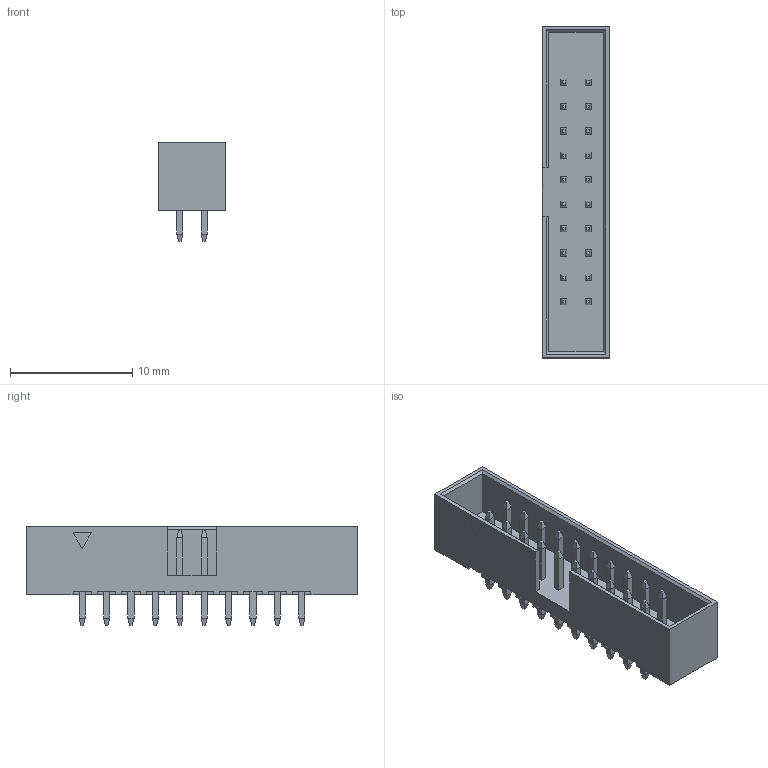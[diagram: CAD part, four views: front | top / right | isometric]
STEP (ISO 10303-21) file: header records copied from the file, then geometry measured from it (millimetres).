
FILE_DESCRIPTION(/* description */ ('Unknown'),/* implementation_level */ '2;1');
FILE_NAME(/* name */ 'J_Wurth_WR-BHD_62502021621',/* time_stamp */ '2025-05-16T11:00:24+08:00',/* author */ ('Unknown'),/* organization */ ('Unknown'),/* preprocessor_version */ 'ST-DEVELOPER v19.4',/* originating_system */ 'Solid Edge',/* authorisation */ 'Unknown');
FILE_SCHEMA (('AUTOMOTIVE_DESIGN {1 0 10303 214 3 1 1}'));
Length unit declared in the file: millimetre
Products named in the file (2): J_Wurth_WR-BHD_62502021621
Assembly tree (1 placements, depth 2):
  J_Wurth_WR-BHD_62502021621
    J_Wurth_WR-BHD_62502021621
Bounding box: 5.5 x 27.2 x 8.1 mm (x, y, z)
Volume: 363.8 mm3; surface area: 1149.9 mm2
Topology: 1 solids, 1 shells, 583 faces, 1376 edges, 836 vertices
Faces by surface type: plane 583
Entity records: 20182 total; most frequent: CARTESIAN_POINT 2797, ORIENTED_EDGE 2752, DIRECTION 2546, EDGE_CURVE 1376, LINE 1376, VECTOR 1376, VERTEX_POINT 836, EDGE_LOOP 624
